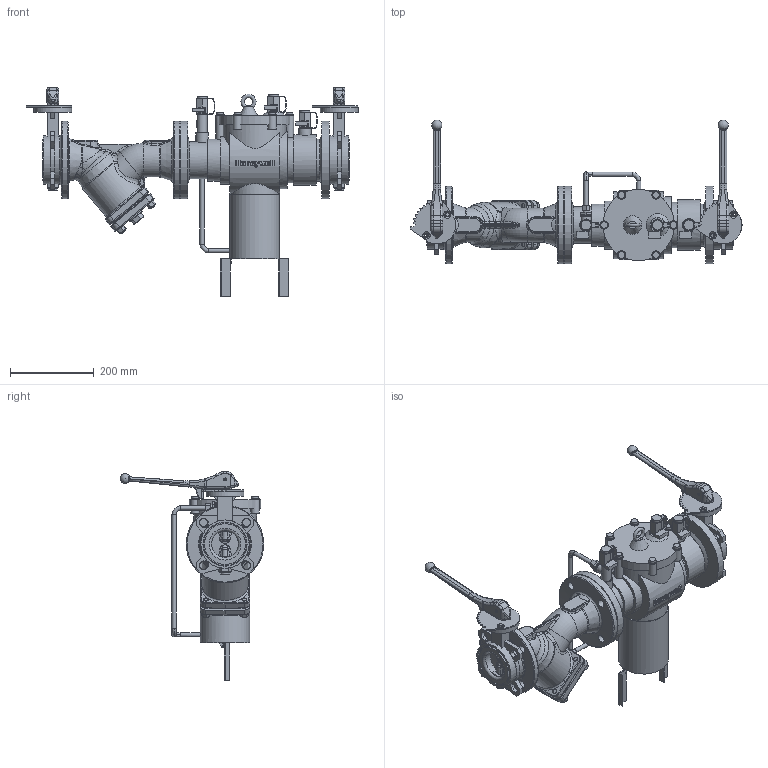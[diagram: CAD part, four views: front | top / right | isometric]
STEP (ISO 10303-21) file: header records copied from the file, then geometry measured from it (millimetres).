
FILE_DESCRIPTION(/* description */ (''),/* implementation_level */ '2;1');
FILE_NAME(/* name */ '1167-65M.step',/* time_stamp */ '2026-03-11T13:40:00+01:00',/* author */ (''),/* organization */ (''),/* preprocessor_version */ 'ST-DEVELOPER v20.1',/* originating_system */ 'Autodesk Translation Framework v14.24.0.0',/* authorisation */ '');
FILE_SCHEMA (('AUTOMOTIVE_DESIGN { 1 0 10303 214 3 1 1 }'));
Length unit declared in the file: millimetre
Products named in the file (11): 2026-03-10-13-10-39-145; 2026-03-10-13-20-14-481; 1; 2; 3; 4; 5; 2026-03-10-12-22-39-931; 2026-03-10-12-47-30-201; 2026-03-10-12-47-30-201_1; 2026-03-10-12-47-30-202
Assembly tree (11 placements, depth 3):
  2026-03-10-13-10-39-145
    2026-03-10-13-20-14-481
      1
      2
      3
      4
      5
    2026-03-10-12-22-39-931
    2026-03-10-12-47-30-201
      2026-03-10-12-47-30-202
    2026-03-10-12-47-30-201_1
      2026-03-10-12-47-30-202
Bounding box: 791.01 x 342.41 x 498 mm (x, y, z)
Volume: 11483839.4 mm3; surface area: 1106820.9 mm2
Topology: 21 solids, 21 shells, 2717 faces, 7191 edges, 4607 vertices
Faces by surface type: plane 1722, bspline 385, cylinder 372, torus 124, cone 100, sphere 14
Full cylindrical faces by diameter (mm): 5 x4, 9 x8, 10 x8, 10.072 x8, 10.2 x4, 12 x18, 13 x4, 14 x4, 16 x9, 18 x4, 19 x14, 20 x6, 21 x3, 24 x7, 27 x1, 30 x2, 30.3 x1, 33.24 x1, 39 x1, 41 x1, 55 x2, 64 x2, 65 x4, 78.5 x2, 88 x1, 90 x3, 97 x4, 100 x2, 102 x2, 105 x4
Entity records: 129361 total; most frequent: CARTESIAN_POINT 65650, ORIENTED_EDGE 13408, DIRECTION 12009, EDGE_CURVE 6704, VERTEX_POINT 4332, LINE 4097, VECTOR 4097, AXIS2_PLACEMENT_3D 3956
